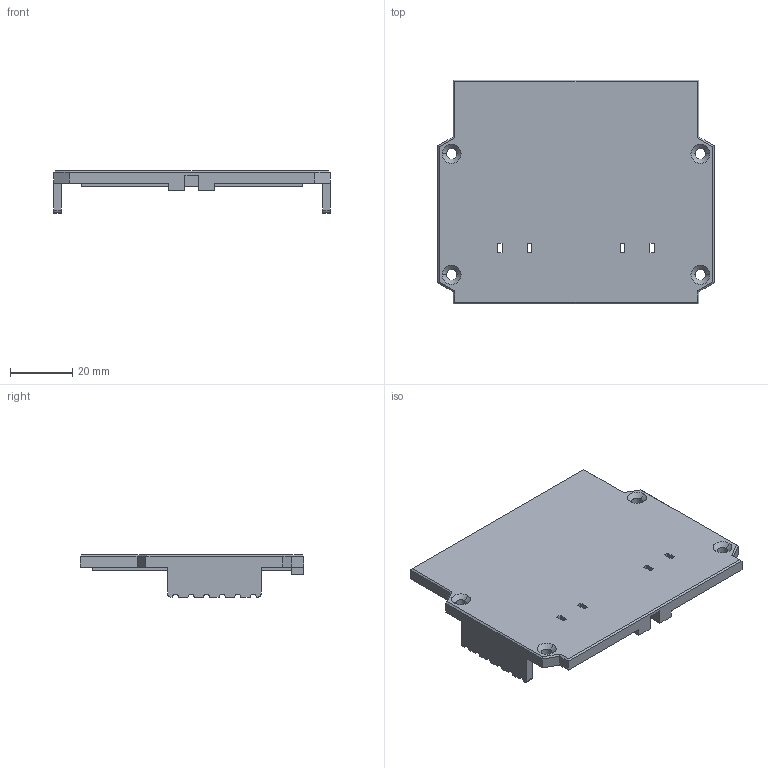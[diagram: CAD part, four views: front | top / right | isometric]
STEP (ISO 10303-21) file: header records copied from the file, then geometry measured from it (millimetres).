
FILE_DESCRIPTION(('FreeCAD Model'),'2;1');
FILE_NAME('Open CASCADE Shape Model','2024-12-02T16:01:42',(''),(''), 'Open CASCADE STEP processor 7.8','FreeCAD','Unknown');
FILE_SCHEMA(('AUTOMOTIVE_DESIGN { 1 0 10303 214 1 1 1 1 }'));
Length unit declared in the file: millimetre
Products named in the file (1): lid
Bounding box: 89 x 72 x 13.6 mm (x, y, z)
Volume: 30197.5 mm3; surface area: 15326.4 mm2
Topology: 1 solids, 1 shells, 114 faces, 322 edges, 210 vertices
Faces by surface type: plane 82, cylinder 24, cone 8
Full cylindrical faces by diameter (mm): 3.4 x4
Entity records: 3708 total; most frequent: CARTESIAN_POINT 651, ORIENTED_EDGE 644, DIRECTION 612, EDGE_CURVE 322, LINE 254, VECTOR 254, VERTEX_POINT 210, AXIS2_PLACEMENT_3D 179
